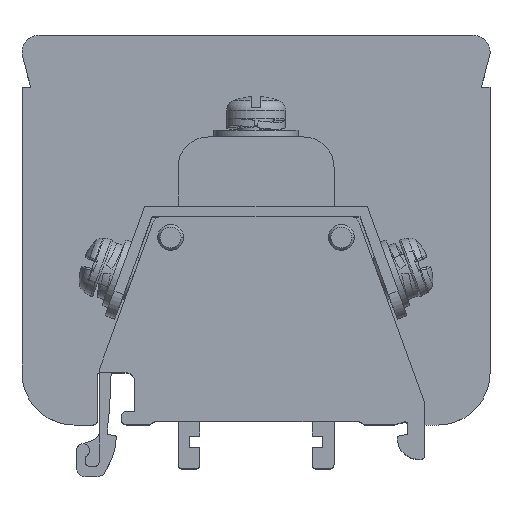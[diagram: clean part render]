
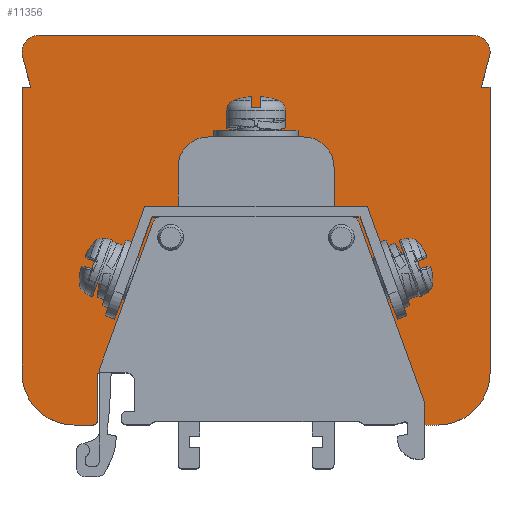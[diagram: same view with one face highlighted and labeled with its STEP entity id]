
A CAD part, top view. The second image highlights one B-rep face of the part: STEP entity #11356.
In plain terms, the highlighted planar face has unit normal (0, 0, 1).
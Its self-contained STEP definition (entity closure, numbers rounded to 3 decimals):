
#955=DIRECTION('',(-0.342,-0.94,0.));
#956=VECTOR('',#955,18.037);
#957=CARTESIAN_POINT('',(-11.931,19.448,2.));
#958=LINE('',#957,#956);
#959=CARTESIAN_POINT('',(-18.1,2.,2.));
#960=DIRECTION('',(0.,0.,1.));
#961=DIRECTION('',(0.,1.,0.));
#962=AXIS2_PLACEMENT_3D('',#959,#960,#961);
#964=CARTESIAN_POINT('',(-18.8,-3.3,2.));
#965=DIRECTION('',(0.,0.,-1.));
#966=DIRECTION('',(1.,0.,0.));
#967=AXIS2_PLACEMENT_3D('',#964,#965,#966);
#969=CARTESIAN_POINT('',(-21.,2.2,2.));
#970=DIRECTION('',(0.,0.,-1.));
#971=DIRECTION('',(0.,-1.,0.));
#972=AXIS2_PLACEMENT_3D('',#969,#970,#971);
#974=DIRECTION('',(-0.259,0.966,0.));
#975=VECTOR('',#974,3.605);
#976=CARTESIAN_POINT('',(-26.,35.2,2.));
#977=LINE('',#976,#975);
#978=CARTESIAN_POINT('',(-25.001,39.2,2.));
#979=DIRECTION('',(0.,0.,-1.));
#980=DIRECTION('',(-0.966,-0.259,0.));
#981=AXIS2_PLACEMENT_3D('',#978,#979,#980);
#983=CARTESIAN_POINT('',(-25.001,39.2,2.));
#984=DIRECTION('',(0.,0.,-1.));
#985=DIRECTION('',(-0.999,0.035,0.));
#986=AXIS2_PLACEMENT_3D('',#983,#984,#985);
#988=CARTESIAN_POINT('',(25.001,39.2,2.));
#989=DIRECTION('',(0.,0.,-1.));
#990=DIRECTION('',(0.,1.,0.));
#991=AXIS2_PLACEMENT_3D('',#988,#989,#990);
#993=CARTESIAN_POINT('',(25.001,39.2,2.));
#994=DIRECTION('',(0.,0.,-1.));
#995=DIRECTION('',(0.999,-0.035,0.));
#996=AXIS2_PLACEMENT_3D('',#993,#994,#995);
#998=DIRECTION('',(-0.259,-0.966,0.));
#999=VECTOR('',#998,3.605);
#1000=CARTESIAN_POINT('',(26.933,38.682,2.));
#1001=LINE('',#1000,#999);
#1002=CARTESIAN_POINT('',(21.,2.2,2.));
#1003=DIRECTION('',(0.,0.,-1.));
#1004=DIRECTION('',(1.,0.,0.));
#1005=AXIS2_PLACEMENT_3D('',#1002,#1003,#1004);
#1007=DIRECTION('',(-0.342,0.94,0.));
#1008=VECTOR('',#1007,22.13);
#1009=CARTESIAN_POINT('',(19.5,-1.347,2.));
#1010=LINE('',#1009,#1008);
#1011=CARTESIAN_POINT('',(10.858,19.058,2.));
#1012=DIRECTION('',(0.,0.,1.));
#1013=DIRECTION('',(0.94,0.342,0.));
#1014=AXIS2_PLACEMENT_3D('',#1011,#1012,#1013);
#1016=DIRECTION('',(-1.,0.,0.));
#1017=VECTOR('',#1016,21.715);
#1018=CARTESIAN_POINT('',(10.858,20.2,2.));
#1019=LINE('',#1018,#1017);
#1020=CARTESIAN_POINT('',(-10.858,19.058,2.));
#1021=DIRECTION('',(0.,0.,1.));
#1022=DIRECTION('',(0.,1.,0.));
#1023=AXIS2_PLACEMENT_3D('',#1020,#1021,#1022);
#1226=DIRECTION('',(0.,-1.,0.));
#1227=VECTOR('',#1226,2.453);
#1228=CARTESIAN_POINT('',(19.5,-1.347,2.));
#1229=LINE('',#1228,#1227);
#1246=DIRECTION('',(1.,0.,0.));
#1247=VECTOR('',#1246,1.5);
#1248=CARTESIAN_POINT('',(19.5,-3.8,2.));
#1249=LINE('',#1248,#1247);
#1459=DIRECTION('',(0.,1.,0.));
#1460=VECTOR('',#1459,5.3);
#1461=CARTESIAN_POINT('',(-18.3,-3.3,2.));
#1462=LINE('',#1461,#1460);
#1538=DIRECTION('',(0.,1.,0.));
#1539=VECTOR('',#1538,0.299);
#1540=CARTESIAN_POINT('',(-18.1,2.2,2.));
#1541=LINE('',#1540,#1539);
#2208=DIRECTION('',(1.,0.,0.));
#2209=VECTOR('',#2208,2.2);
#2210=CARTESIAN_POINT('',(-21.,-3.8,2.));
#2211=LINE('',#2210,#2209);
#2224=DIRECTION('',(0.,-1.,0.));
#2225=VECTOR('',#2224,33.);
#2226=CARTESIAN_POINT('',(-27.,35.2,2.));
#2227=LINE('',#2226,#2225);
#2236=DIRECTION('',(-1.,0.,0.));
#2237=VECTOR('',#2236,1.);
#2238=CARTESIAN_POINT('',(-26.,35.2,2.));
#2239=LINE('',#2238,#2237);
#2252=DIRECTION('',(0.,-1.,0.));
#2253=VECTOR('',#2252,0.141);
#2254=CARTESIAN_POINT('',(-27.,39.271,2.));
#2255=LINE('',#2254,#2253);
#2264=DIRECTION('',(-1.,0.,0.));
#2265=VECTOR('',#2264,50.002);
#2266=CARTESIAN_POINT('',(25.001,41.2,2.));
#2267=LINE('',#2266,#2265);
#2284=DIRECTION('',(0.,1.,0.));
#2285=VECTOR('',#2284,0.141);
#2286=CARTESIAN_POINT('',(27.,39.129,2.));
#2287=LINE('',#2286,#2285);
#2304=DIRECTION('',(-1.,0.,0.));
#2305=VECTOR('',#2304,1.);
#2306=CARTESIAN_POINT('',(27.,35.2,2.));
#2307=LINE('',#2306,#2305);
#2312=DIRECTION('',(0.,1.,0.));
#2313=VECTOR('',#2312,33.);
#2314=CARTESIAN_POINT('',(27.,2.2,2.));
#2315=LINE('',#2314,#2313);
#8462=CARTESIAN_POINT('',(10.858,20.2,2.));
#8463=CARTESIAN_POINT('',(-10.858,20.2,2.));
#8464=VERTEX_POINT('',#8462);
#8465=VERTEX_POINT('',#8463);
#8466=CARTESIAN_POINT('',(-18.1,2.2,2.));
#8467=CARTESIAN_POINT('',(-18.1,2.499,2.));
#8468=VERTEX_POINT('',#8466);
#8469=VERTEX_POINT('',#8467);
#8470=CARTESIAN_POINT('',(-18.3,-3.3,2.));
#8471=CARTESIAN_POINT('',(-18.8,-3.8,2.));
#8472=VERTEX_POINT('',#8470);
#8473=VERTEX_POINT('',#8471);
#8474=CARTESIAN_POINT('',(-21.,-3.8,2.));
#8475=VERTEX_POINT('',#8474);
#8476=CARTESIAN_POINT('',(-27.,2.2,2.));
#8477=VERTEX_POINT('',#8476);
#8478=CARTESIAN_POINT('',(-26.,35.2,2.));
#8479=CARTESIAN_POINT('',(-27.,35.2,2.));
#8480=VERTEX_POINT('',#8478);
#8481=VERTEX_POINT('',#8479);
#8482=CARTESIAN_POINT('',(-26.933,38.682,2.));
#8483=VERTEX_POINT('',#8482);
#8484=CARTESIAN_POINT('',(-27.,39.129,2.));
#8485=VERTEX_POINT('',#8484);
#8486=CARTESIAN_POINT('',(-27.,39.271,2.));
#8487=CARTESIAN_POINT('',(-25.001,41.2,2.));
#8488=VERTEX_POINT('',#8486);
#8489=VERTEX_POINT('',#8487);
#8490=CARTESIAN_POINT('',(25.001,41.2,2.));
#8491=VERTEX_POINT('',#8490);
#8492=CARTESIAN_POINT('',(27.,39.271,2.));
#8493=VERTEX_POINT('',#8492);
#8494=CARTESIAN_POINT('',(27.,39.129,2.));
#8495=VERTEX_POINT('',#8494);
#8496=CARTESIAN_POINT('',(26.933,38.682,2.));
#8497=VERTEX_POINT('',#8496);
#8498=CARTESIAN_POINT('',(26.,35.2,2.));
#8499=VERTEX_POINT('',#8498);
#8500=CARTESIAN_POINT('',(27.,35.2,2.));
#8501=VERTEX_POINT('',#8500);
#8502=CARTESIAN_POINT('',(27.,2.2,2.));
#8503=VERTEX_POINT('',#8502);
#8504=CARTESIAN_POINT('',(21.,-3.8,2.));
#8505=VERTEX_POINT('',#8504);
#8506=CARTESIAN_POINT('',(19.5,-3.8,2.));
#8507=VERTEX_POINT('',#8506);
#8508=CARTESIAN_POINT('',(11.931,19.448,2.));
#8509=VERTEX_POINT('',#8508);
#8510=CARTESIAN_POINT('',(-11.931,19.448,2.));
#8511=VERTEX_POINT('',#8510);
#8779=CARTESIAN_POINT('',(-18.3,2.,2.));
#8781=VERTEX_POINT('',#8779);
#8782=CARTESIAN_POINT('',(19.5,-1.347,2.));
#8783=VERTEX_POINT('',#8782);
#11296=CARTESIAN_POINT('',(0.,18.7,2.));
#11297=DIRECTION('',(0.,0.,1.));
#11298=DIRECTION('',(1.,0.,0.));
#11299=AXIS2_PLACEMENT_3D('',#11296,#11297,#11298);
#11300=PLANE('',#11299);
#11302=ORIENTED_EDGE('',*,*,#11301,.T.);
#11304=ORIENTED_EDGE('',*,*,#11303,.F.);
#11306=ORIENTED_EDGE('',*,*,#11305,.T.);
#11308=ORIENTED_EDGE('',*,*,#11307,.F.);
#11310=ORIENTED_EDGE('',*,*,#11309,.T.);
#11312=ORIENTED_EDGE('',*,*,#11311,.F.);
#11314=ORIENTED_EDGE('',*,*,#11313,.T.);
#11316=ORIENTED_EDGE('',*,*,#11315,.F.);
#11318=ORIENTED_EDGE('',*,*,#11317,.F.);
#11320=ORIENTED_EDGE('',*,*,#11319,.T.);
#11322=ORIENTED_EDGE('',*,*,#11321,.T.);
#11324=ORIENTED_EDGE('',*,*,#11323,.F.);
#11326=ORIENTED_EDGE('',*,*,#11325,.T.);
#11328=ORIENTED_EDGE('',*,*,#11327,.F.);
#11330=ORIENTED_EDGE('',*,*,#11329,.T.);
#11332=ORIENTED_EDGE('',*,*,#11331,.F.);
#11334=ORIENTED_EDGE('',*,*,#11333,.T.);
#11336=ORIENTED_EDGE('',*,*,#11335,.T.);
#11338=ORIENTED_EDGE('',*,*,#11337,.F.);
#11340=ORIENTED_EDGE('',*,*,#11339,.F.);
#11342=ORIENTED_EDGE('',*,*,#11341,.T.);
#11344=ORIENTED_EDGE('',*,*,#11343,.F.);
#11346=ORIENTED_EDGE('',*,*,#11345,.F.);
#11347=ORIENTED_EDGE('',*,*,#11211,.T.);
#11349=ORIENTED_EDGE('',*,*,#11348,.T.);
#11351=ORIENTED_EDGE('',*,*,#11350,.T.);
#11353=ORIENTED_EDGE('',*,*,#11352,.T.);
#11354=EDGE_LOOP('',(#11302,#11304,#11306,#11308,#11310,#11312,#11314,#11316,
#11318,#11320,#11322,#11324,#11326,#11328,#11330,#11332,#11334,#11336,#11338,
#11340,#11342,#11344,#11346,#11347,#11349,#11351,#11353));
#11355=FACE_OUTER_BOUND('',#11354,.F.);
#963=CIRCLE('',#962,0.2);
#968=CIRCLE('',#967,0.5);
#973=CIRCLE('',#972,6.);
#982=CIRCLE('',#981,2.);
#987=CIRCLE('',#986,2.);
#992=CIRCLE('',#991,2.);
#997=CIRCLE('',#996,2.);
#1006=CIRCLE('',#1005,6.);
#1015=CIRCLE('',#1014,1.142);
#1024=CIRCLE('',#1023,1.142);
#11211=EDGE_CURVE('',#8783,#8509,#1010,.T.);
#11301=EDGE_CURVE('',#8511,#8469,#958,.T.);
#11303=EDGE_CURVE('',#8468,#8469,#1541,.T.);
#11305=EDGE_CURVE('',#8468,#8781,#963,.T.);
#11307=EDGE_CURVE('',#8472,#8781,#1462,.T.);
#11309=EDGE_CURVE('',#8472,#8473,#968,.T.);
#11311=EDGE_CURVE('',#8475,#8473,#2211,.T.);
#11313=EDGE_CURVE('',#8475,#8477,#973,.T.);
#11315=EDGE_CURVE('',#8481,#8477,#2227,.T.);
#11317=EDGE_CURVE('',#8480,#8481,#2239,.T.);
#11319=EDGE_CURVE('',#8480,#8483,#977,.T.);
#11321=EDGE_CURVE('',#8483,#8485,#982,.T.);
#11323=EDGE_CURVE('',#8488,#8485,#2255,.T.);
#11325=EDGE_CURVE('',#8488,#8489,#987,.T.);
#11327=EDGE_CURVE('',#8491,#8489,#2267,.T.);
#11329=EDGE_CURVE('',#8491,#8493,#992,.T.);
#11331=EDGE_CURVE('',#8495,#8493,#2287,.T.);
#11333=EDGE_CURVE('',#8495,#8497,#997,.T.);
#11335=EDGE_CURVE('',#8497,#8499,#1001,.T.);
#11337=EDGE_CURVE('',#8501,#8499,#2307,.T.);
#11339=EDGE_CURVE('',#8503,#8501,#2315,.T.);
#11341=EDGE_CURVE('',#8503,#8505,#1006,.T.);
#11343=EDGE_CURVE('',#8507,#8505,#1249,.T.);
#11345=EDGE_CURVE('',#8783,#8507,#1229,.T.);
#11348=EDGE_CURVE('',#8509,#8464,#1015,.T.);
#11350=EDGE_CURVE('',#8464,#8465,#1019,.T.);
#11352=EDGE_CURVE('',#8465,#8511,#1024,.T.);
#11356=ADVANCED_FACE('',(#11355),#11300,.T.);
